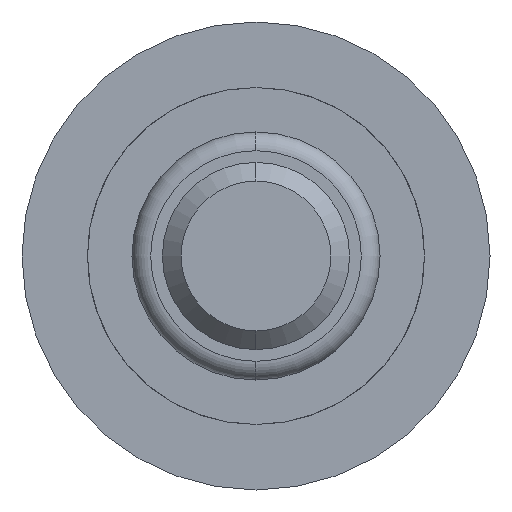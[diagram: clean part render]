
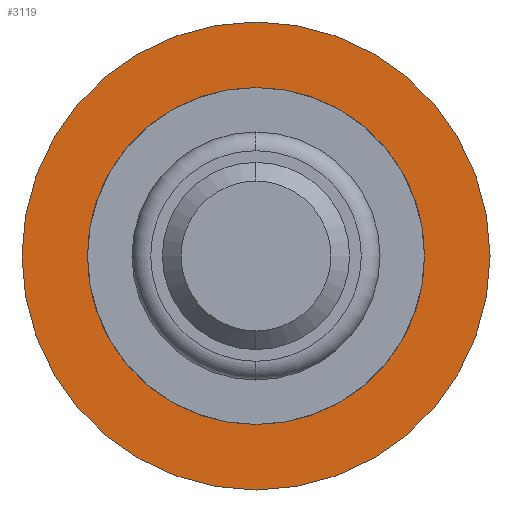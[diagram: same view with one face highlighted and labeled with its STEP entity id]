
A CAD part, front view. The second image highlights one B-rep face of the part: STEP entity #3119.
In plain terms, the highlighted planar face has unit normal (0, -1, 0).
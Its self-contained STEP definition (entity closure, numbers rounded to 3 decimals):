
#12 = VECTOR ( 'NONE', #3867, 1000. ) ;
#96 = VERTEX_POINT ( 'NONE', #2828 ) ;
#142 = VERTEX_POINT ( 'NONE', #1822 ) ;
#220 = AXIS2_PLACEMENT_3D ( 'NONE', #662, #340, #1097 ) ;
#340 = DIRECTION ( 'NONE',  ( 0., -1., 0. ) ) ;
#352 = ORIENTED_EDGE ( 'NONE', *, *, #563, .T. ) ;
#392 = CARTESIAN_POINT ( 'NONE',  ( 0., 5.5, 0. ) ) ;
#546 = ORIENTED_EDGE ( 'NONE', *, *, #2318, .T. ) ;
#563 = EDGE_CURVE ( 'Defeature ausgef�hrt4_22+Defeature ausgef�hrt4_32+Defeature ausgef�hrt4_32+Defeature ausgef�hrt4_32', #690, #96, #4374, .T. ) ;
#662 = CARTESIAN_POINT ( 'NONE',  ( 0., 5.5, 0. ) ) ;
#690 = VERTEX_POINT ( 'NONE', #3047 ) ;
#888 = ORIENTED_EDGE ( 'NONE', *, *, #2050, .F. ) ;
#1097 = DIRECTION ( 'NONE',  ( 0., 0., -1. ) ) ;
#1103 = CARTESIAN_POINT ( 'NONE',  ( 0., 5.5, -1.075 ) ) ;
#1125 = EDGE_LOOP ( 'NONE', ( #352, #546 ) ) ;
#1148 = DIRECTION ( 'NONE',  ( 0., -1., 0. ) ) ;
#1164 = CARTESIAN_POINT ( 'NONE',  ( 0., 5.5, 0. ) ) ;
#1226 = CARTESIAN_POINT ( 'NONE',  ( 1.655, 5.5, 0. ) ) ;
#1273 = LINE ( 'NONE', #2983, #12 ) ;
#1304 = EDGE_CURVE ( 'Defeature ausgef�hrt4_28+Defeature ausgef�hrt4_22+Defeature ausgef�hrt4_25+Defeature ausgef�hrt4_27', #142, #1821, #1913, .T. ) ;
#1311 = CARTESIAN_POINT ( 'NONE',  ( -1.655, 5.5, 0. ) ) ;
#1336 = VECTOR ( 'NONE', #2024, 1000. ) ;
#1388 = LINE ( 'NONE', #1226, #1336 ) ;
#1624 = CIRCLE ( 'NONE', #220, 2.5 ) ;
#1742 = CARTESIAN_POINT ( 'NONE',  ( 0., 5.5, 1.075 ) ) ;
#1821 = VERTEX_POINT ( 'NONE', #4676 ) ;
#1822 = CARTESIAN_POINT ( 'NONE',  ( -1.655, 5.5, 0. ) ) ;
#1913 = LINE ( 'NONE', #1103, #2486 ) ;
#1969 = LINE ( 'NONE', #1311, #3044 ) ;
#2024 = DIRECTION ( 'NONE',  ( 0.839, 0., 0.545 ) ) ;
#2048 = EDGE_CURVE ( 'Defeature ausgef�hrt4_26+Defeature ausgef�hrt4_22+Defeature ausgef�hrt4_27+Defeature ausgef�hrt4_25', #3588, #3458, #1273, .T. ) ;
#2050 = EDGE_CURVE ( 'Defeature ausgef�hrt4_27+Defeature ausgef�hrt4_22+Defeature ausgef�hrt4_28+Defeature ausgef�hrt4_26', #1821, #3588, #1388, .T. ) ;
#2139 = EDGE_CURVE ( 'Defeature ausgef�hrt4_25+Defeature ausgef�hrt4_22+Defeature ausgef�hrt4_26+Defeature ausgef�hrt4_28', #3458, #142, #1969, .T. ) ;
#2178 = AXIS2_PLACEMENT_3D ( 'NONE', #392, #3316, #2952 ) ;
#2318 = EDGE_CURVE ( 'Defeature ausgef�hrt4_22+Defeature ausgef�hrt4_32+Defeature ausgef�hrt4_32+Defeature ausgef�hrt4_32', #96, #690, #1624, .T. ) ;
#2486 = VECTOR ( 'NONE', #3640, 1000. ) ;
#2638 = FACE_OUTER_BOUND ( 'NONE', #1125, .T. ) ;
#2659 = ORIENTED_EDGE ( 'NONE', *, *, #2139, .F. ) ;
#2828 = CARTESIAN_POINT ( 'NONE',  ( 0., 5.5, -2.5 ) ) ;
#2830 = DIRECTION ( 'NONE',  ( -0.839, 0., -0.545 ) ) ;
#2918 = CARTESIAN_POINT ( 'NONE',  ( 1.655, 5.5, 0. ) ) ;
#2952 = DIRECTION ( 'NONE',  ( 0., 0., -1. ) ) ;
#2983 = CARTESIAN_POINT ( 'NONE',  ( 0., 5.5, 1.075 ) ) ;
#3044 = VECTOR ( 'NONE', #2830, 1000. ) ;
#3047 = CARTESIAN_POINT ( 'NONE',  ( 0., 5.5, 2.5 ) ) ;
#3119 = ADVANCED_FACE ( 'Defeature ausgef�hrt4_22', ( #4462, #2638 ), #3322, .T. ) ;
#3316 = DIRECTION ( 'NONE',  ( 0., -1., 0. ) ) ;
#3322 = PLANE ( 'NONE',  #3773 ) ;
#3458 = VERTEX_POINT ( 'NONE', #1742 ) ;
#3588 = VERTEX_POINT ( 'NONE', #2918 ) ;
#3640 = DIRECTION ( 'NONE',  ( 0.839, 0., -0.545 ) ) ;
#3683 = EDGE_LOOP ( 'NONE', ( #4138, #888, #4135, #2659 ) ) ;
#3720 = DIRECTION ( 'NONE',  ( 0., 0., -1. ) ) ;
#3773 = AXIS2_PLACEMENT_3D ( 'NONE', #1164, #1148, #3720 ) ;
#3867 = DIRECTION ( 'NONE',  ( -0.839, 0., 0.545 ) ) ;
#4135 = ORIENTED_EDGE ( 'NONE', *, *, #1304, .F. ) ;
#4138 = ORIENTED_EDGE ( 'NONE', *, *, #2048, .F. ) ;
#4374 = CIRCLE ( 'NONE', #2178, 2.5 ) ;
#4462 = FACE_BOUND ( 'NONE', #3683, .T. ) ;
#4676 = CARTESIAN_POINT ( 'NONE',  ( 0., 5.5, -1.075 ) ) ;
